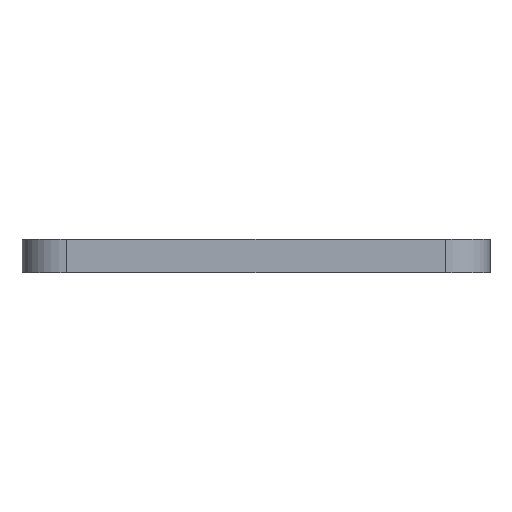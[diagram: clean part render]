
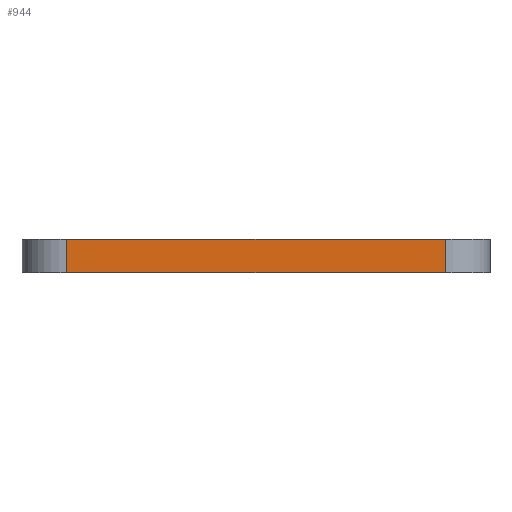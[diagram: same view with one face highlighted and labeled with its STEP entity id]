
A CAD part, front view. The second image highlights one B-rep face of the part: STEP entity #944.
In plain terms, the highlighted planar face has unit normal (0, -1, 0).
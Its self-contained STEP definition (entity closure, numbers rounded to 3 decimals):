
#15 = EDGE_CURVE ( 'NONE', #140, #1427, #128, .T. ) ;
#31 = CARTESIAN_POINT ( 'NONE',  ( -21., -54., 3. ) ) ;
#60 = EDGE_LOOP ( 'NONE', ( #837, #76, #442, #1139 ) ) ;
#76 = ORIENTED_EDGE ( 'NONE', *, *, #295, .T. ) ;
#88 = VECTOR ( 'NONE', #668, 1000. ) ;
#105 = DIRECTION ( 'NONE',  ( 0., 0., -1. ) ) ;
#117 = CARTESIAN_POINT ( 'NONE',  ( 17., -54., 3. ) ) ;
#128 = LINE ( 'NONE', #31, #670 ) ;
#132 = PLANE ( 'NONE',  #653 ) ;
#140 = VERTEX_POINT ( 'NONE', #941 ) ;
#233 = FACE_OUTER_BOUND ( 'NONE', #60, .T. ) ;
#295 = EDGE_CURVE ( 'NONE', #591, #1427, #469, .T. ) ;
#307 = CARTESIAN_POINT ( 'NONE',  ( 17., -54., 0. ) ) ;
#340 = CARTESIAN_POINT ( 'NONE',  ( -21., -54., 3. ) ) ;
#412 = EDGE_CURVE ( 'NONE', #939, #591, #771, .T. ) ;
#442 = ORIENTED_EDGE ( 'NONE', *, *, #15, .F. ) ;
#469 = LINE ( 'NONE', #1253, #88 ) ;
#559 = LINE ( 'NONE', #789, #1402 ) ;
#591 = VERTEX_POINT ( 'NONE', #307 ) ;
#653 = AXIS2_PLACEMENT_3D ( 'NONE', #340, #1024, #694 ) ;
#668 = DIRECTION ( 'NONE',  ( 0., 0., 1. ) ) ;
#670 = VECTOR ( 'NONE', #1153, 1000. ) ;
#694 = DIRECTION ( 'NONE',  ( 0., 0., 1. ) ) ;
#742 = VECTOR ( 'NONE', #1013, 1000. ) ;
#771 = LINE ( 'NONE', #1353, #742 ) ;
#789 = CARTESIAN_POINT ( 'NONE',  ( -17., -54., 3. ) ) ;
#837 = ORIENTED_EDGE ( 'NONE', *, *, #412, .T. ) ;
#939 = VERTEX_POINT ( 'NONE', #1149 ) ;
#941 = CARTESIAN_POINT ( 'NONE',  ( -17., -54., 3. ) ) ;
#944 = ADVANCED_FACE ( 'NONE', ( #233 ), #132, .F. ) ;
#1013 = DIRECTION ( 'NONE',  ( 1., 0., 0. ) ) ;
#1024 = DIRECTION ( 'NONE',  ( 0., 1., 0. ) ) ;
#1139 = ORIENTED_EDGE ( 'NONE', *, *, #1318, .T. ) ;
#1149 = CARTESIAN_POINT ( 'NONE',  ( -17., -54., 0. ) ) ;
#1153 = DIRECTION ( 'NONE',  ( 1., 0., 0. ) ) ;
#1253 = CARTESIAN_POINT ( 'NONE',  ( 17., -54., 3. ) ) ;
#1318 = EDGE_CURVE ( 'NONE', #140, #939, #559, .T. ) ;
#1353 = CARTESIAN_POINT ( 'NONE',  ( -21., -54., 0. ) ) ;
#1402 = VECTOR ( 'NONE', #105, 1000. ) ;
#1427 = VERTEX_POINT ( 'NONE', #117 ) ;
